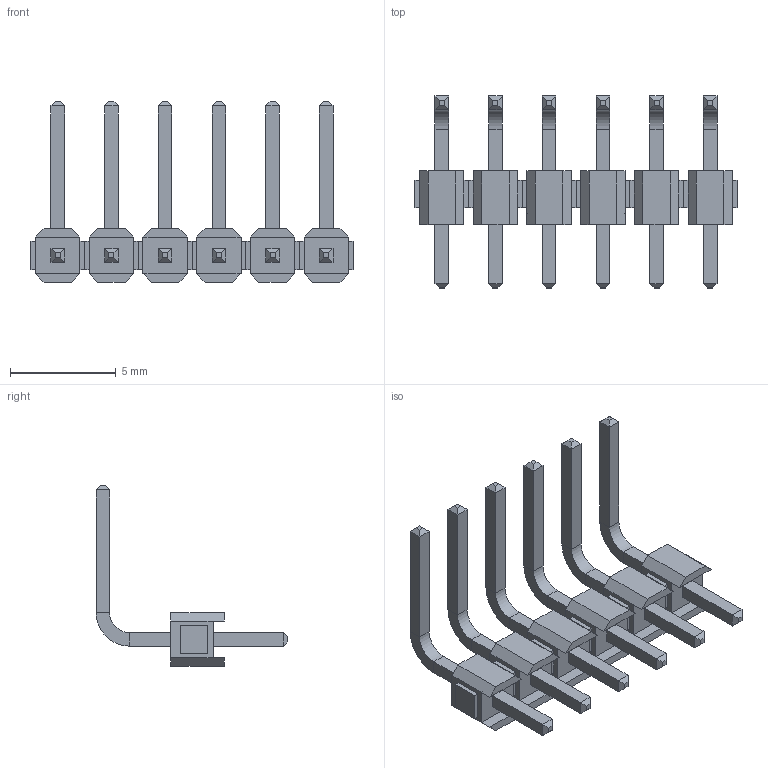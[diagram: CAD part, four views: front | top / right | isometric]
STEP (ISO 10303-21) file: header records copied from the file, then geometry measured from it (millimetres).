
FILE_DESCRIPTION (( 'STEP AP214' ), '1' );
FILE_NAME ('PLSR-06.STEP', '2019-06-28T12:16:41', ( '' ), ( '' ), 'SwSTEP 2.0', 'SolidWorks 2018', '' );
FILE_SCHEMA (( 'AUTOMOTIVE_DESIGN' ));
Length unit declared in the file: millimetre
Products named in the file (1): PLSR-06
Bounding box: 15.24 x 9.07 x 8.54 mm (x, y, z)
Volume: 101.8 mm3; surface area: 411.1 mm2
Topology: 12 solids, 12 shells, 306 faces, 672 edges, 408 vertices
Faces by surface type: plane 294, cylinder 12
Entity records: 11579 total; most frequent: CARTESIAN_POINT 1387, ORIENTED_EDGE 1344, DIRECTION 1310, EDGE_CURVE 672, VECTOR 648, LINE 648, VERTEX_POINT 408, AXIS2_PLACEMENT_3D 331
